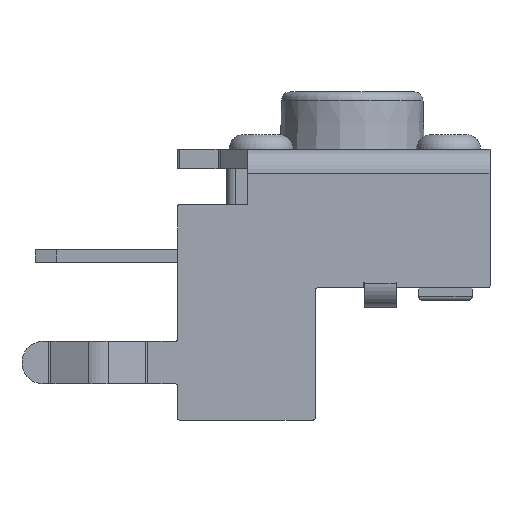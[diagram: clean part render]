
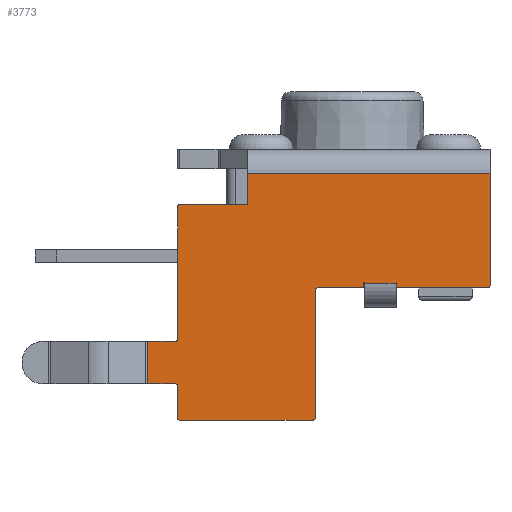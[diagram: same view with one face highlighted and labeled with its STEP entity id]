
A CAD part, front view. The second image highlights one B-rep face of the part: STEP entity #3773.
In plain terms, the highlighted face is planar.
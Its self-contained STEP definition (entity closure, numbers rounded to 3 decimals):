
#127=CIRCLE('',#4143,0.05);
#149=CIRCLE('',#4176,0.05);
#156=CIRCLE('',#4189,0.05);
#164=CIRCLE('',#4202,0.05);
#165=CIRCLE('',#4205,0.05);
#166=CIRCLE('',#4206,0.05);
#167=CIRCLE('',#4207,0.05);
#168=CIRCLE('',#4208,0.05);
#398=FACE_OUTER_BOUND('',#649,.T.);
#649=EDGE_LOOP('',(#2941,#2942,#2943,#2944,#2945,#2946,#2947,#2948,#2949,
#2950,#2951,#2952,#2953,#2954,#2955,#2956,#2957,#2958,#2959,#2960,#2961,
#2962,#2963,#2964,#2965,#2966,#2967,#2968));
#914=LINE('',#5963,#1310);
#948=LINE('',#6072,#1344);
#965=LINE('',#6120,#1361);
#989=LINE('',#6184,#1385);
#992=LINE('',#6190,#1388);
#993=LINE('',#6191,#1389);
#994=LINE('',#6193,#1390);
#995=LINE('',#6196,#1391);
#996=LINE('',#6197,#1392);
#997=LINE('',#6199,#1393);
#998=LINE('',#6203,#1394);
#999=LINE('',#6207,#1395);
#1000=LINE('',#6211,#1396);
#1001=LINE('',#6213,#1397);
#1002=LINE('',#6215,#1398);
#1003=LINE('',#6217,#1399);
#1004=LINE('',#6219,#1400);
#1005=LINE('',#6221,#1401);
#1006=LINE('',#6223,#1402);
#1007=LINE('',#6224,#1403);
#1310=VECTOR('',#4806,10.);
#1344=VECTOR('',#4906,10.);
#1361=VECTOR('',#4947,10.);
#1385=VECTOR('',#4997,10.);
#1388=VECTOR('',#5002,10.);
#1389=VECTOR('',#5003,10.);
#1390=VECTOR('',#5004,10.);
#1391=VECTOR('',#5007,0.311);
#1392=VECTOR('',#5008,10.);
#1393=VECTOR('',#5009,0.311);
#1394=VECTOR('',#5012,10.);
#1395=VECTOR('',#5015,10.);
#1396=VECTOR('',#5018,10.);
#1397=VECTOR('',#5019,10.);
#1398=VECTOR('',#5020,10.);
#1399=VECTOR('',#5021,10.);
#1400=VECTOR('',#5022,10.);
#1401=VECTOR('',#5023,10.);
#1402=VECTOR('',#5024,10.);
#1403=VECTOR('',#5025,10.);
#1691=VERTEX_POINT('',#5953);
#1692=VERTEX_POINT('',#5954);
#1695=VERTEX_POINT('',#5962);
#1733=VERTEX_POINT('',#6062);
#1734=VERTEX_POINT('',#6063);
#1737=VERTEX_POINT('',#6071);
#1753=VERTEX_POINT('',#6110);
#1754=VERTEX_POINT('',#6112);
#1756=VERTEX_POINT('',#6118);
#1781=VERTEX_POINT('',#6177);
#1782=VERTEX_POINT('',#6179);
#1783=VERTEX_POINT('',#6183);
#1785=VERTEX_POINT('',#6189);
#1786=VERTEX_POINT('',#6192);
#1787=VERTEX_POINT('',#6194);
#1788=VERTEX_POINT('',#6198);
#1789=VERTEX_POINT('',#6200);
#1790=VERTEX_POINT('',#6202);
#1791=VERTEX_POINT('',#6204);
#1792=VERTEX_POINT('',#6206);
#1793=VERTEX_POINT('',#6208);
#1794=VERTEX_POINT('',#6210);
#1795=VERTEX_POINT('',#6212);
#1796=VERTEX_POINT('',#6214);
#1797=VERTEX_POINT('',#6216);
#1798=VERTEX_POINT('',#6218);
#1799=VERTEX_POINT('',#6220);
#1800=VERTEX_POINT('',#6222);
#2085=EDGE_CURVE('',#1691,#1692,#127,.T.);
#2089=EDGE_CURVE('',#1695,#1692,#914,.T.);
#2141=EDGE_CURVE('',#1733,#1734,#149,.T.);
#2145=EDGE_CURVE('',#1737,#1734,#948,.T.);
#2164=EDGE_CURVE('',#1753,#1754,#156,.T.);
#2168=EDGE_CURVE('',#1753,#1756,#965,.T.);
#2198=EDGE_CURVE('',#1781,#1782,#164,.T.);
#2200=EDGE_CURVE('',#1783,#1782,#989,.T.);
#2203=EDGE_CURVE('',#1785,#1781,#992,.T.);
#2204=EDGE_CURVE('',#1785,#1695,#993,.T.);
#2205=EDGE_CURVE('',#1691,#1786,#994,.T.);
#2206=EDGE_CURVE('',#1787,#1786,#165,.T.);
#2207=EDGE_CURVE('',#1754,#1787,#995,.T.);
#2208=EDGE_CURVE('',#1756,#1737,#996,.T.);
#2209=EDGE_CURVE('',#1788,#1733,#997,.T.);
#2210=EDGE_CURVE('',#1789,#1788,#166,.T.);
#2211=EDGE_CURVE('',#1790,#1789,#998,.T.);
#2212=EDGE_CURVE('',#1791,#1790,#167,.T.);
#2213=EDGE_CURVE('',#1791,#1792,#999,.T.);
#2214=EDGE_CURVE('',#1793,#1792,#168,.T.);
#2215=EDGE_CURVE('',#1793,#1794,#1000,.T.);
#2216=EDGE_CURVE('',#1794,#1795,#1001,.T.);
#2217=EDGE_CURVE('',#1795,#1796,#1002,.T.);
#2218=EDGE_CURVE('',#1796,#1797,#1003,.T.);
#2219=EDGE_CURVE('',#1797,#1798,#1004,.T.);
#2220=EDGE_CURVE('',#1798,#1799,#1005,.T.);
#2221=EDGE_CURVE('',#1799,#1800,#1006,.T.);
#2222=EDGE_CURVE('',#1800,#1783,#1007,.T.);
#2941=ORIENTED_EDGE('',*,*,#2198,.F.);
#2942=ORIENTED_EDGE('',*,*,#2203,.F.);
#2943=ORIENTED_EDGE('',*,*,#2204,.T.);
#2944=ORIENTED_EDGE('',*,*,#2089,.T.);
#2945=ORIENTED_EDGE('',*,*,#2085,.F.);
#2946=ORIENTED_EDGE('',*,*,#2205,.T.);
#2947=ORIENTED_EDGE('',*,*,#2206,.F.);
#2948=ORIENTED_EDGE('',*,*,#2207,.F.);
#2949=ORIENTED_EDGE('',*,*,#2164,.F.);
#2950=ORIENTED_EDGE('',*,*,#2168,.T.);
#2951=ORIENTED_EDGE('',*,*,#2208,.T.);
#2952=ORIENTED_EDGE('',*,*,#2145,.T.);
#2953=ORIENTED_EDGE('',*,*,#2141,.F.);
#2954=ORIENTED_EDGE('',*,*,#2209,.F.);
#2955=ORIENTED_EDGE('',*,*,#2210,.F.);
#2956=ORIENTED_EDGE('',*,*,#2211,.F.);
#2957=ORIENTED_EDGE('',*,*,#2212,.F.);
#2958=ORIENTED_EDGE('',*,*,#2213,.T.);
#2959=ORIENTED_EDGE('',*,*,#2214,.F.);
#2960=ORIENTED_EDGE('',*,*,#2215,.T.);
#2961=ORIENTED_EDGE('',*,*,#2216,.T.);
#2962=ORIENTED_EDGE('',*,*,#2217,.T.);
#2963=ORIENTED_EDGE('',*,*,#2218,.T.);
#2964=ORIENTED_EDGE('',*,*,#2219,.T.);
#2965=ORIENTED_EDGE('',*,*,#2220,.T.);
#2966=ORIENTED_EDGE('',*,*,#2221,.T.);
#2967=ORIENTED_EDGE('',*,*,#2222,.T.);
#2968=ORIENTED_EDGE('',*,*,#2200,.T.);
#3581=PLANE('',#4204);
#3773=ADVANCED_FACE('',(#398),#3581,.T.);
#4143=AXIS2_PLACEMENT_3D('',#5955,#4798,#4799);
#4176=AXIS2_PLACEMENT_3D('',#6064,#4898,#4899);
#4189=AXIS2_PLACEMENT_3D('',#6113,#4940,#4941);
#4202=AXIS2_PLACEMENT_3D('',#6180,#4992,#4993);
#4204=AXIS2_PLACEMENT_3D('',#6188,#5000,#5001);
#4205=AXIS2_PLACEMENT_3D('',#6195,#5005,#5006);
#4206=AXIS2_PLACEMENT_3D('',#6201,#5010,#5011);
#4207=AXIS2_PLACEMENT_3D('',#6205,#5013,#5014);
#4208=AXIS2_PLACEMENT_3D('',#6209,#5016,#5017);
#4798=DIRECTION('center_axis',(1.,0.,0.));
#4799=DIRECTION('ref_axis',(0.,0.707,-0.707));
#4806=DIRECTION('',(0.,0.,-1.));
#4898=DIRECTION('center_axis',(1.,0.,0.));
#4899=DIRECTION('ref_axis',(0.,0.707,0.707));
#4906=DIRECTION('',(0.,1.,0.));
#4940=DIRECTION('center_axis',(1.,0.,0.));
#4941=DIRECTION('ref_axis',(0.,0.707,-0.707));
#4947=DIRECTION('',(0.,-1.,0.));
#4992=DIRECTION('center_axis',(-1.,0.,0.));
#4993=DIRECTION('ref_axis',(0.,0.707,-0.707));
#4997=DIRECTION('',(0.,1.,0.));
#5000=DIRECTION('center_axis',(1.,0.,0.));
#5001=DIRECTION('ref_axis',(0.,0.,
-1.));
#5002=DIRECTION('',(0.,0.,-1.));
#5003=DIRECTION('',(0.,-1.,0.));
#5004=DIRECTION('',(0.,-1.,0.));
#5005=DIRECTION('center_axis',(-1.,0.,0.));
#5006=DIRECTION('ref_axis',(0.,-0.707,0.707));
#5007=DIRECTION('',(0.,0.,1.));
#5008=DIRECTION('',(0.,0.,-1.));
#5009=DIRECTION('',(0.,0.,1.));
#5010=DIRECTION('center_axis',(-1.,0.,0.));
#5011=DIRECTION('ref_axis',(0.,-0.707,-0.707));
#5012=DIRECTION('',(0.,-1.,0.));
#5013=DIRECTION('center_axis',(-1.,0.,0.));
#5014=DIRECTION('ref_axis',(0.,0.707,-0.707));
#5015=DIRECTION('',(0.,0.,1.));
#5016=DIRECTION('center_axis',(1.,0.,0.));
#5017=DIRECTION('ref_axis',(0.,-0.707,0.707));
#5018=DIRECTION('',(0.,1.,0.));
#5019=DIRECTION('',(0.,0.,1.));
#5020=DIRECTION('',(0.,1.,0.));
#5021=DIRECTION('',(0.,0.,-1.));
#5022=DIRECTION('',(0.,1.,0.));
#5023=DIRECTION('',(0.,0.,1.));
#5024=DIRECTION('',(0.,1.,0.));
#5025=DIRECTION('',(0.,0.,-1.));
#5953=CARTESIAN_POINT('',(3.725,-2.56,-0.85));
#5954=CARTESIAN_POINT('',(3.725,-2.51,-0.8));
#5955=CARTESIAN_POINT('Origin',(3.725,-2.56,-0.8));
#5962=CARTESIAN_POINT('',(3.725,-2.51,-0.113));
#5963=CARTESIAN_POINT('',(3.725,-2.51,-1.156));
#6062=CARTESIAN_POINT('',(3.725,-4.16,-5.1));
#6063=CARTESIAN_POINT('',(3.725,-4.21,-5.05));
#6064=CARTESIAN_POINT('Origin',(3.725,-4.21,-5.1));
#6071=CARTESIAN_POINT('',(3.725,-4.862,-5.05));
#6072=CARTESIAN_POINT('',(3.725,-7.96,-5.05));
#6110=CARTESIAN_POINT('',(3.725,-4.21,-4.05));
#6112=CARTESIAN_POINT('',(3.725,-4.16,-4.));
#6113=CARTESIAN_POINT('Origin',(3.725,-4.21,-4.));
#6118=CARTESIAN_POINT('',(3.725,-4.862,-4.05));
#6120=CARTESIAN_POINT('',(3.725,-4.16,-4.05));
#6177=CARTESIAN_POINT('',(3.725,3.17,-2.75));
#6179=CARTESIAN_POINT('',(3.725,3.12,-2.8));
#6180=CARTESIAN_POINT('Origin',(3.725,3.12,-2.75));
#6183=CARTESIAN_POINT('',(3.725,0.98,-2.8));
#6184=CARTESIAN_POINT('',(3.725,-0.713,-2.8));
#6188=CARTESIAN_POINT('Origin',(3.725,-0.495,-2.762));
#6189=CARTESIAN_POINT('',(3.725,3.17,-0.113));
#6190=CARTESIAN_POINT('',(3.725,3.17,-0.113));
#6191=CARTESIAN_POINT('',(3.725,-0.495,-0.112));
#6192=CARTESIAN_POINT('',(3.725,-4.11,-0.85));
#6193=CARTESIAN_POINT('',(3.725,-1.697,-0.85));
#6194=CARTESIAN_POINT('',(3.725,-4.16,-0.9));
#6195=CARTESIAN_POINT('Origin',(3.725,-4.11,-0.9));
#6196=CARTESIAN_POINT('',(3.725,-4.16,0.863));
#6197=CARTESIAN_POINT('',(3.725,-4.862,-3.906));
#6198=CARTESIAN_POINT('',(3.725,-4.16,-5.85));
#6199=CARTESIAN_POINT('',(3.725,-4.16,0.863));
#6200=CARTESIAN_POINT('',(3.725,-4.11,-5.9));
#6201=CARTESIAN_POINT('Origin',(3.725,-4.11,-5.85));
#6202=CARTESIAN_POINT('',(3.725,-0.98,-5.9));
#6203=CARTESIAN_POINT('',(3.725,3.17,-5.9));
#6204=CARTESIAN_POINT('',(3.725,-0.93,-5.85));
#6205=CARTESIAN_POINT('Origin',(3.725,-0.98,-5.85));
#6206=CARTESIAN_POINT('',(3.725,-0.93,-2.85));
#6207=CARTESIAN_POINT('',(3.725,-0.93,-4.331));
#6208=CARTESIAN_POINT('',(3.725,-0.88,-2.8));
#6209=CARTESIAN_POINT('Origin',(3.725,-0.88,-2.85));
#6210=CARTESIAN_POINT('',(3.725,0.21,-2.8));
#6211=CARTESIAN_POINT('',(3.725,-0.713,-2.8));
#6212=CARTESIAN_POINT('',(3.725,0.21,-2.678));
#6213=CARTESIAN_POINT('',(3.725,0.21,-2.781));
#6214=CARTESIAN_POINT('',(3.725,0.22,-2.678));
#6215=CARTESIAN_POINT('',(3.725,-0.143,-2.678));
#6216=CARTESIAN_POINT('',(3.725,0.22,-2.688));
#6217=CARTESIAN_POINT('',(3.725,0.22,-2.72));
#6218=CARTESIAN_POINT('',(3.725,0.97,-2.688));
#6219=CARTESIAN_POINT('',(3.725,-0.138,-2.688));
#6220=CARTESIAN_POINT('',(3.725,0.97,-2.678));
#6221=CARTESIAN_POINT('',(3.725,0.97,-2.781));
#6222=CARTESIAN_POINT('',(3.725,0.98,-2.678));
#6223=CARTESIAN_POINT('',(3.725,0.237,-2.678));
#6224=CARTESIAN_POINT('',(3.725,0.98,-2.72));
